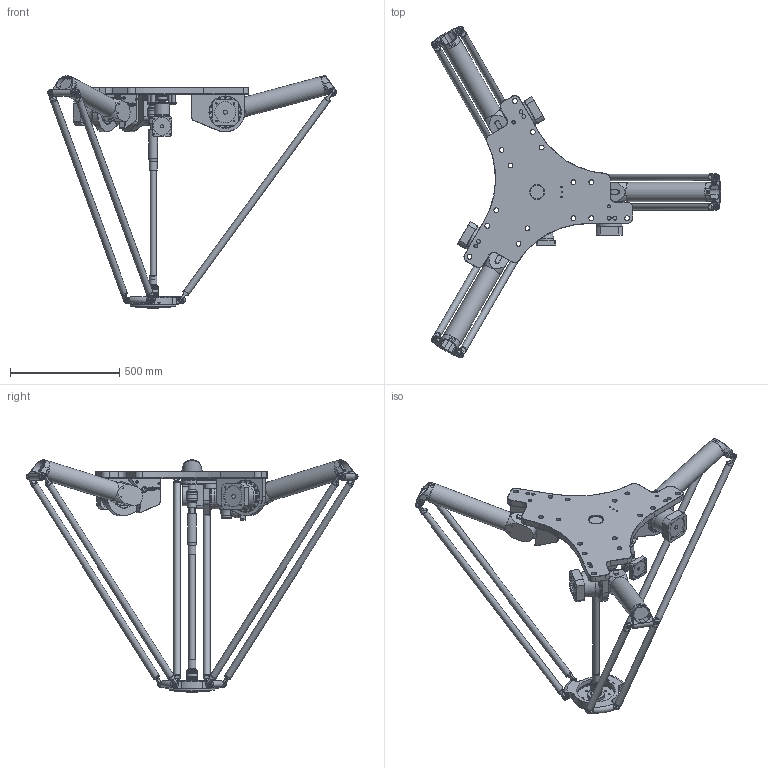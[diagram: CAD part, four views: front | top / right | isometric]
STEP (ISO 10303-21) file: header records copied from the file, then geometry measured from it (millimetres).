
FILE_DESCRIPTION(/* description */ (''),/* implementation_level */ '2;1');
FILE_NAME(/* name */ '3D-model_A_00063-T1.stp',/* time_stamp */ '2022-02-07T17:48:30+01:00',/* author */ ('michael.schutter'),/* organization */ ('Majatronic'),/* preprocessor_version */ 'ST-DEVELOPER v16.5',/* originating_system */ 'Autodesk Inventor 2017',/* authorisation */ '');
FILE_SCHEMA (('AUTOMOTIVE_DESIGN { 1 0 10303 214 3 1 1 }'));
Length unit declared in the file: millimetre
Products named in the file (11): A_00063-T1_DUMMY DELTA Robotermechanik RL3-1400-20kg; MT_BGR00018058MT_BGR; MT_WST00054336MT_WST; MT_WST00055606MT_WST; MT_WST00055174MT_WST; MT_WST00050309MT_WST; MT_WST00055471MT_WST; MT_WST00057409MT_WST; MT_WST00100299; MT_WST00100300; MT_WST00069208MT_WST
Assembly tree (22 placements, depth 3):
  A_00063-T1_DUMMY DELTA Robotermechanik RL3-1400-20kg
    MT_BGR00018058MT_BGR
      MT_WST00054336MT_WST
      MT_WST00055606MT_WST
    MT_WST00055174MT_WST  x3
    MT_WST00050309MT_WST  x6
    MT_WST00069208MT_WST  x6
    MT_WST00055471MT_WST
    MT_WST00057409MT_WST
    MT_WST00100299
    MT_WST00100300
Bounding box: 1323.3 x 1520.13 x 1064.87 mm (x, y, z)
Volume: 35404957.3 mm3; surface area: 3061401.1 mm2
Topology: 21 solids, 25 shells, 2964 faces, 6933 edges, 4410 vertices
Faces by surface type: plane 1511, cylinder 907, cone 322, torus 119, bspline 101, sphere 4
Full cylindrical faces by diameter (mm): 4 x2, 4.134 x10, 4.917 x15, 6.647 x13, 8 x77, 8.376 x6, 8.5 x48, 9.6 x3, 10 x1, 12 x22, 14 x1, 14.5 x1, 15 x1, 15.4 x1, 16 x14, 17.294 x6, 18 x48, 19 x3, 19.7 x1, 20 x4, 22 x15, 23 x1, 23.9 x1, 24 x1, 25 x2, 28 x1, 28.4 x1, 29.8 x12, 30 x18, 34 x1
Entity records: 60858 total; most frequent: CARTESIAN_POINT 18394, DIRECTION 8906, ORIENTED_EDGE 7724, EDGE_CURVE 3861, AXIS2_PLACEMENT_3D 3358, VERTEX_POINT 2717, EDGE_LOOP 2684, LINE 2190
